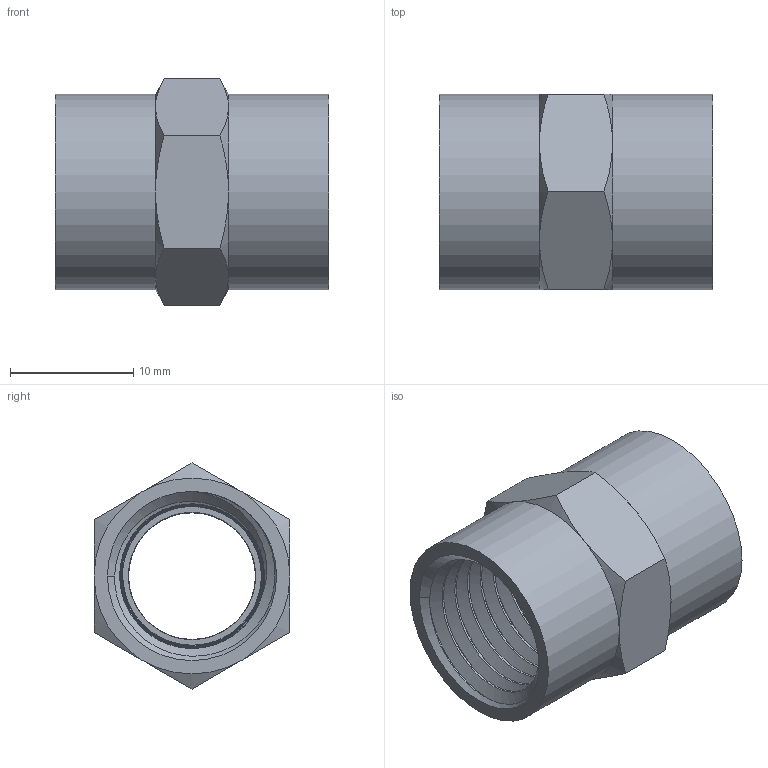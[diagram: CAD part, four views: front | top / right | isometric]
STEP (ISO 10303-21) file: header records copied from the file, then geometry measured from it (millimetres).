
FILE_DESCRIPTION(/* description */ (''),/* implementation_level */ '2;1');
FILE_NAME(/* name */ '103-N2.stp',/* time_stamp */ '2024-01-23T09:49:58-05:00',/* author */ ('esanner'),/* organization */ (''),/* preprocessor_version */ 'ST-DEVELOPER v19',/* originating_system */ 'AutoCAD Mechanical',/* authorisation */ '');
FILE_SCHEMA (('AUTOMOTIVE_DESIGN { 1 0 10303 214 3 1 1 }'));
Length unit declared in the file: millimetre
Products named in the file (2): Product; 103-N2
Assembly tree (1 placements, depth 2):
  Product
    103-N2
Bounding box: 22.2 x 15.88 x 18.33 mm (x, y, z)
Volume: 1738 mm3; surface area: 3049.4 mm2
Topology: 1 solids, 2 shells, 76 faces, 194 edges, 124 vertices
Faces by surface type: cone 48, plane 13, cylinder 9, bspline 6
Full cylindrical faces by diameter (mm): 10.332 x1, 13.722 x3, 15.875 x2
Entity records: 9229 total; most frequent: CARTESIAN_POINT 7555, ORIENTED_EDGE 392, DIRECTION 270, EDGE_CURVE 196, VERTEX_POINT 126, AXIS2_PLACEMENT_3D 109, B_SPLINE_CURVE_WITH_KNOTS 84, EDGE_LOOP 82
